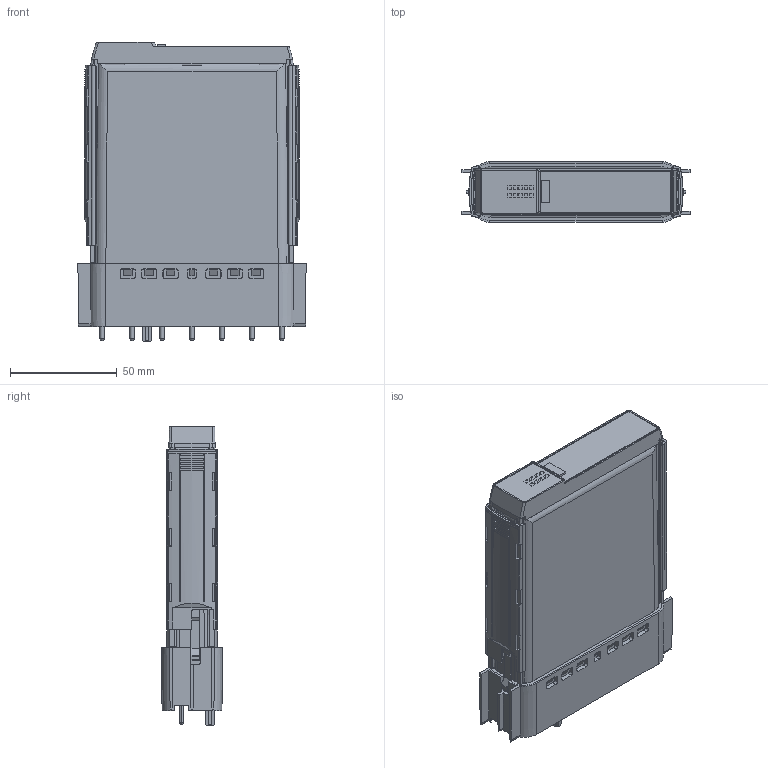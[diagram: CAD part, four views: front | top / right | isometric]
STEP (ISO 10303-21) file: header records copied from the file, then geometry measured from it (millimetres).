
FILE_DESCRIPTION((''),'2;1');
FILE_NAME('CAD-8527_SCHRUMPF_CAD2150','2022-09-26T14:05:50',('creinig-se'),(''),'CREO PARAMETRIC BY PTC INC, 2019292','CREO PARAMETRIC BY PTC INC, 2019292','');
FILE_SCHEMA(('CONFIG_CONTROL_DESIGN','SHAPE_APPEARANCE_LAYERS_GROUPS'));
Products named in the file (1): CAD-8527_SCHRUMPF_CAD2150
Bounding box: 106.62 x 28.5 x 139.87 mm (x, y, z)
Volume: 277173.4 mm3; surface area: 61359.6 mm2
Topology: 1 solids, 1 shells, 1595 faces, 4790 edges, 3154 vertices
Faces by surface type: plane 1087, cylinder 328, cone 100, bspline 34, torus 26, sphere 16, extrusion 4
Entity records: 67077 total; most frequent: CARTESIAN_POINT 16510, ORIENTED_EDGE 9548, DIRECTION 7044, EDGE_CURVE 4774, VERTEX_POINT 3154, VECTOR 3126, LINE 3122, AXIS2_PLACEMENT_3D 1959
